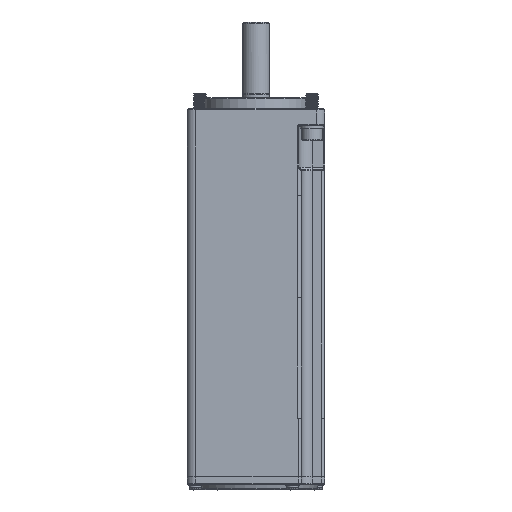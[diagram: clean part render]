
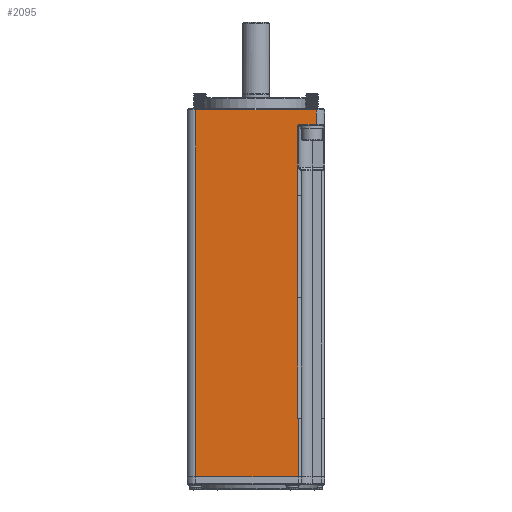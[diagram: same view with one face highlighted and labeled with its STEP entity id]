
A CAD part, front view. The second image highlights one B-rep face of the part: STEP entity #2095.
In plain terms, the highlighted planar face has unit normal (0, -1, 0).
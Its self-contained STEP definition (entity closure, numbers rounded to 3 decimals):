
#2095=ADVANCED_FACE('',(#5090),#3979,.F.);
#3979=PLANE('',#34181);
#5090=FACE_OUTER_BOUND('',#6727,.T.);
#6727=EDGE_LOOP('',(#10145,#10146,#10147,#10148,#10149,#10150,#10151,#10152,
#10153,#10154,#10155,#10156,#10157,#10158));
#8907=CIRCLE('',#34179,0.6);
#8908=CIRCLE('',#34180,0.5);
#10145=ORIENTED_EDGE('',*,*,#23289,.F.);
#10146=ORIENTED_EDGE('',*,*,#23290,.F.);
#10147=ORIENTED_EDGE('',*,*,#23291,.T.);
#10148=ORIENTED_EDGE('',*,*,#23292,.T.);
#10149=ORIENTED_EDGE('',*,*,#23293,.F.);
#10150=ORIENTED_EDGE('',*,*,#23294,.F.);
#10151=ORIENTED_EDGE('',*,*,#23295,.F.);
#10152=ORIENTED_EDGE('',*,*,#23296,.F.);
#10153=ORIENTED_EDGE('',*,*,#23297,.T.);
#10154=ORIENTED_EDGE('',*,*,#23298,.F.);
#10155=ORIENTED_EDGE('',*,*,#23299,.F.);
#10156=ORIENTED_EDGE('',*,*,#23300,.T.);
#10157=ORIENTED_EDGE('',*,*,#23301,.T.);
#10158=ORIENTED_EDGE('',*,*,#23302,.T.);
#19993=VERTEX_POINT('',#46639);
#19994=VERTEX_POINT('',#46640);
#19995=VERTEX_POINT('',#46642);
#19996=VERTEX_POINT('',#46644);
#19997=VERTEX_POINT('',#46646);
#19998=VERTEX_POINT('',#46648);
#19999=VERTEX_POINT('',#46650);
#20000=VERTEX_POINT('',#46652);
#20001=VERTEX_POINT('',#46654);
#20002=VERTEX_POINT('',#46656);
#20003=VERTEX_POINT('',#46658);
#20004=VERTEX_POINT('',#46660);
#20005=VERTEX_POINT('',#46662);
#20006=VERTEX_POINT('',#46664);
#23289=EDGE_CURVE('',#19993,#19994,#28195,.T.);
#23290=EDGE_CURVE('',#19995,#19993,#28196,.T.);
#23291=EDGE_CURVE('',#19995,#19996,#28197,.T.);
#23292=EDGE_CURVE('',#19996,#19997,#28198,.T.);
#23293=EDGE_CURVE('',#19998,#19997,#28199,.T.);
#23294=EDGE_CURVE('',#19999,#19998,#28200,.T.);
#23295=EDGE_CURVE('',#20000,#19999,#28201,.T.);
#23296=EDGE_CURVE('',#20001,#20000,#28202,.T.);
#23297=EDGE_CURVE('',#20001,#20002,#8907,.T.);
#23298=EDGE_CURVE('',#20003,#20002,#28203,.T.);
#23299=EDGE_CURVE('',#20004,#20003,#8908,.T.);
#23300=EDGE_CURVE('',#20004,#20005,#28204,.T.);
#23301=EDGE_CURVE('',#20005,#20006,#28205,.T.);
#23302=EDGE_CURVE('',#20006,#19994,#28206,.T.);
#28195=LINE('',#46638,#31195);
#28196=LINE('',#46641,#31196);
#28197=LINE('',#46643,#31197);
#28198=LINE('',#46645,#31198);
#28199=LINE('',#46647,#31199);
#28200=LINE('',#46649,#31200);
#28201=LINE('',#46651,#31201);
#28202=LINE('',#46653,#31202);
#28203=LINE('',#46657,#31203);
#28204=LINE('',#46661,#31204);
#28205=LINE('',#46663,#31205);
#28206=LINE('',#46665,#31206);
#31195=VECTOR('',#37338,1.);
#31196=VECTOR('',#37339,1.);
#31197=VECTOR('',#37340,1.);
#31198=VECTOR('',#37341,1.);
#31199=VECTOR('',#37342,1.);
#31200=VECTOR('',#37343,1.);
#31201=VECTOR('',#37344,1.);
#31202=VECTOR('',#37345,1.);
#31203=VECTOR('',#37348,1.);
#31204=VECTOR('',#37351,1.);
#31205=VECTOR('',#37352,1.);
#31206=VECTOR('',#37353,1.);
#34179=AXIS2_PLACEMENT_3D('',#46655,#37346,#37347);
#34180=AXIS2_PLACEMENT_3D('',#46659,#37349,#37350);
#34181=AXIS2_PLACEMENT_3D('',#46666,#37354,#37355);
#37338=DIRECTION('',(0.,0.,1.));
#37339=DIRECTION('',(-1.,0.,0.));
#37340=DIRECTION('',(0.,0.,1.));
#37341=DIRECTION('',(-1.,0.,0.));
#37342=DIRECTION('',(0.,0.,-1.));
#37343=DIRECTION('',(1.,0.,0.));
#37344=DIRECTION('',(0.,0.,-1.));
#37345=DIRECTION('',(0.,0.,-1.));
#37346=DIRECTION('',(0.,1.,0.));
#37347=DIRECTION('',(1.,0.,0.));
#37348=DIRECTION('',(0.,0.,-1.));
#37349=DIRECTION('',(0.,-1.,0.));
#37350=DIRECTION('',(0.,0.,-1.));
#37351=DIRECTION('',(1.,0.,0.));
#37352=DIRECTION('',(0.,0.,1.));
#37353=DIRECTION('',(-1.,0.,0.));
#37354=DIRECTION('',(0.,1.,0.));
#37355=DIRECTION('',(1.,0.,0.));
#46638=CARTESIAN_POINT('',(-17.5,80.,-76.4));
#46639=CARTESIAN_POINT('',(-17.5,80.,-106.9));
#46640=CARTESIAN_POINT('',(-17.5,80.,-0.5));
#46641=CARTESIAN_POINT('',(12.96,80.,-106.9));
#46642=CARTESIAN_POINT('',(12.26,80.,-106.9));
#46643=CARTESIAN_POINT('',(12.26,80.,-110.4));
#46644=CARTESIAN_POINT('',(12.26,80.,-89.9));
#46645=CARTESIAN_POINT('',(12.96,80.,-89.9));
#46646=CARTESIAN_POINT('',(12.161,80.,-89.9));
#46647=CARTESIAN_POINT('',(12.161,80.,-90.5));
#46648=CARTESIAN_POINT('',(12.163,80.,-55.));
#46649=CARTESIAN_POINT('',(12.96,80.,-55.));
#46650=CARTESIAN_POINT('',(12.161,80.,-55.));
#46651=CARTESIAN_POINT('',(12.161,80.,-56.5));
#46652=CARTESIAN_POINT('',(12.163,80.,-25.4));
#46653=CARTESIAN_POINT('',(12.161,80.,-50.9));
#46654=CARTESIAN_POINT('',(12.163,80.,-17.133));
#46655=CARTESIAN_POINT('',(12.76,80.,-17.073));
#46656=CARTESIAN_POINT('',(12.16,80.,-17.073));
#46657=CARTESIAN_POINT('',(12.16,80.,-60.9));
#46658=CARTESIAN_POINT('',(12.16,80.,-5.2));
#46659=CARTESIAN_POINT('',(12.66,80.,-5.2));
#46660=CARTESIAN_POINT('',(12.66,80.,-4.7));
#46661=CARTESIAN_POINT('',(-20.,80.,-4.7));
#46662=CARTESIAN_POINT('',(17.5,80.,-4.7));
#46663=CARTESIAN_POINT('',(17.5,80.,-53.));
#46664=CARTESIAN_POINT('',(17.5,80.,-0.5));
#46665=CARTESIAN_POINT('',(-20.,80.,-0.5));
#46666=CARTESIAN_POINT('',(12.96,80.,-76.4));
